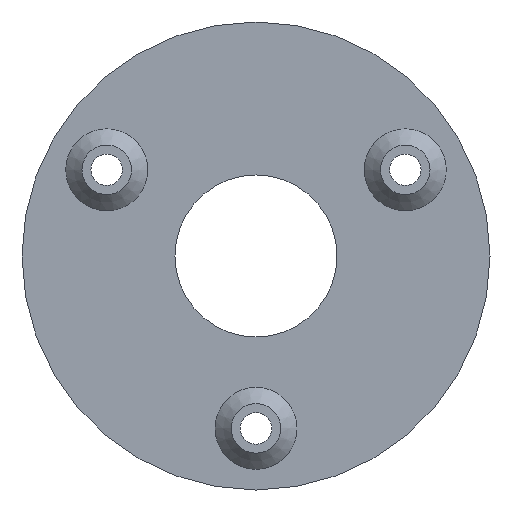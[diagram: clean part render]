
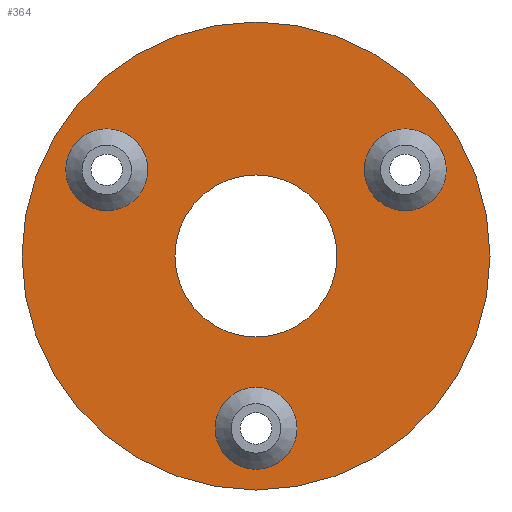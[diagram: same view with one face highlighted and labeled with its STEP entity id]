
A CAD part, front view. The second image highlights one B-rep face of the part: STEP entity #364.
In plain terms, the highlighted planar face has unit normal (0, -1, 0).
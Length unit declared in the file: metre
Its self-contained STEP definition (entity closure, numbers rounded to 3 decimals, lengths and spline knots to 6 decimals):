
#68=PLANE('',#411);
#121=ORIENTED_EDGE('',*,*,#150,.T.);
#122=ORIENTED_EDGE('',*,*,#177,.F.);
#123=ORIENTED_EDGE('',*,*,#176,.T.);
#124=ORIENTED_EDGE('',*,*,#178,.F.);
#125=ORIENTED_EDGE('',*,*,#179,.F.);
#150=EDGE_CURVE('',#189,#189,#222,.T.);
#176=EDGE_CURVE('',#209,#209,#230,.T.);
#177=EDGE_CURVE('',#210,#210,#231,.T.);
#178=EDGE_CURVE('',#211,#211,#232,.T.);
#179=EDGE_CURVE('',#212,#212,#233,.T.);
#189=VERTEX_POINT('',#551);
#209=VERTEX_POINT('',#608);
#210=VERTEX_POINT('',#611);
#211=VERTEX_POINT('',#613);
#212=VERTEX_POINT('',#615);
#222=CIRCLE('',#391,0.009);
#230=CIRCLE('',#410,0.026);
#231=CIRCLE('',#412,0.00455);
#232=CIRCLE('',#413,0.00455);
#233=CIRCLE('',#414,0.00455);
#264=EDGE_LOOP('',(#121));
#265=EDGE_LOOP('',(#122));
#266=EDGE_LOOP('',(#123));
#267=EDGE_LOOP('',(#124));
#268=EDGE_LOOP('',(#125));
#314=FACE_BOUND('',#264,.T.);
#315=FACE_BOUND('',#265,.T.);
#316=FACE_BOUND('',#266,.T.);
#317=FACE_BOUND('',#267,.T.);
#318=FACE_BOUND('',#268,.T.);
#364=ADVANCED_FACE('',(#314,#315,#316,#317,#318),#68,.T.);
#391=AXIS2_PLACEMENT_3D('',#550,#440,#441);
#410=AXIS2_PLACEMENT_3D('',#607,#496,#497);
#411=AXIS2_PLACEMENT_3D('',#609,#498,#499);
#412=AXIS2_PLACEMENT_3D('',#610,#500,#501);
#413=AXIS2_PLACEMENT_3D('',#612,#502,#503);
#414=AXIS2_PLACEMENT_3D('',#614,#504,#505);
#440=DIRECTION('',(0.,1.,0.));
#441=DIRECTION('',(-1.,0.,0.));
#496=DIRECTION('',(0.,-1.,0.));
#497=DIRECTION('',(1.,0.,0.));
#498=DIRECTION('',(0.,-1.,0.));
#499=DIRECTION('',(1.,0.,0.));
#500=DIRECTION('',(0.,-1.,0.));
#501=DIRECTION('',(-1.,0.,0.));
#502=DIRECTION('',(0.,-1.,0.));
#503=DIRECTION('',(-1.,0.,0.));
#504=DIRECTION('',(0.,-1.,0.));
#505=DIRECTION('',(-1.,0.,0.));
#550=CARTESIAN_POINT('',(0.,0.,0.));
#551=CARTESIAN_POINT('',(-0.009,0.,0.));
#607=CARTESIAN_POINT('',(0.,0.,0.));
#608=CARTESIAN_POINT('',(0.026,0.,0.));
#609=CARTESIAN_POINT('',(0.,0.,0.));
#610=CARTESIAN_POINT('',(-0.016589,0.,0.009578));
#611=CARTESIAN_POINT('',(-0.021139,0.,0.009578));
#612=CARTESIAN_POINT('',(0.016589,0.,0.009578));
#613=CARTESIAN_POINT('',(0.012039,0.,0.009578));
#614=CARTESIAN_POINT('',(0.,0.,-0.019155));
#615=CARTESIAN_POINT('',(-0.00455,0.,-0.019155));
